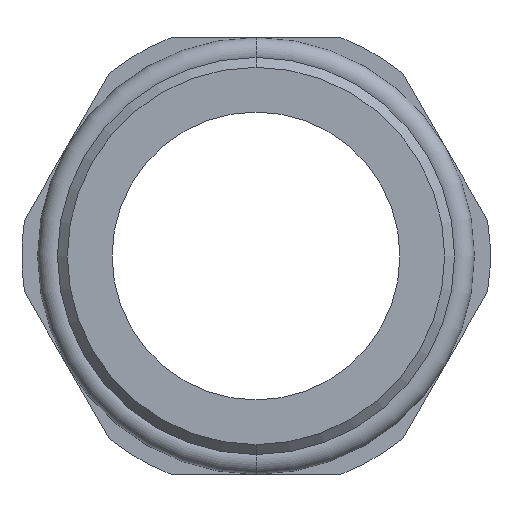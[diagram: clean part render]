
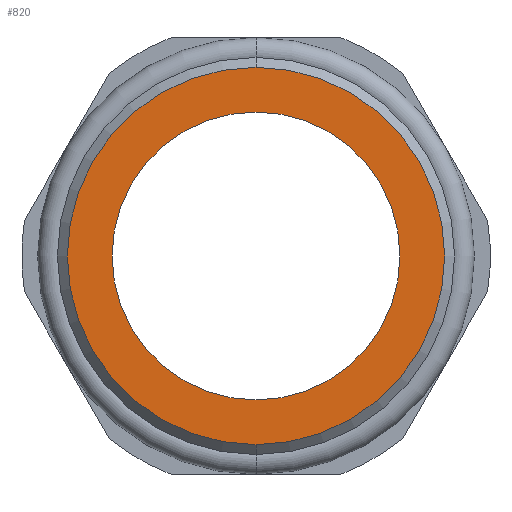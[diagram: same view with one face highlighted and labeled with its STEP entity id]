
A CAD part, front view. The second image highlights one B-rep face of the part: STEP entity #820.
In plain terms, the highlighted planar face has unit normal (0, -1, 0).
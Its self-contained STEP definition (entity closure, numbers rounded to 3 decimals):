
#31 = EDGE_CURVE ( 'NONE', #108, #107, #609, .T. ) ;
#35 = EDGE_CURVE ( 'NONE', #104, #103, #611, .T. ) ;
#103 = VERTEX_POINT ( 'NONE', #344 ) ;
#104 = VERTEX_POINT ( 'NONE', #345 ) ;
#107 = VERTEX_POINT ( 'NONE', #348 ) ;
#108 = VERTEX_POINT ( 'NONE', #349 ) ;
#133 = EDGE_LOOP ( 'NONE', ( #716, #718 ) ) ;
#134 = EDGE_LOOP ( 'NONE', ( #715, #720 ) ) ;
#178 = CARTESIAN_POINT ( 'NONE',  ( 0., -10., 0. ) ) ;
#179 = DIRECTION ( 'NONE',  ( 0., -1., 0. ) ) ;
#180 = DIRECTION ( 'NONE',  ( 0., 0., -1. ) ) ;
#181 = CARTESIAN_POINT ( 'NONE',  ( 0., -10., 0. ) ) ;
#182 = DIRECTION ( 'NONE',  ( 0., 1., 0. ) ) ;
#183 = DIRECTION ( 'NONE',  ( 0., 0., 1. ) ) ;
#344 = CARTESIAN_POINT ( 'NONE',  ( 0., -10., 7.25 ) ) ;
#345 = CARTESIAN_POINT ( 'NONE',  ( 0., -10., -7.25 ) ) ;
#348 = CARTESIAN_POINT ( 'NONE',  ( 0., -10., 9.5 ) ) ;
#349 = CARTESIAN_POINT ( 'NONE',  ( 0., -10., -9.5 ) ) ;
#412 = PLANE ( 'NONE',  #433 ) ;
#413 = CARTESIAN_POINT ( 'NONE',  ( -10., -10., 0. ) ) ;
#414 = DIRECTION ( 'NONE',  ( 0., -1., 0. ) ) ;
#415 = DIRECTION ( 'NONE',  ( 0., 0., -1. ) ) ;
#433 = AXIS2_PLACEMENT_3D ( 'NONE', #413, #414, #415 ) ;
#435 = FACE_BOUND ( 'NONE', #134, .T. ) ;
#440 = FACE_OUTER_BOUND ( 'NONE', #133, .T. ) ;
#500 = AXIS2_PLACEMENT_3D ( 'NONE', #178, #179, #180 ) ;
#521 = AXIS2_PLACEMENT_3D ( 'NONE', #959, #966, #967 ) ;
#530 = AXIS2_PLACEMENT_3D ( 'NONE', #950, #954, #955 ) ;
#573 = AXIS2_PLACEMENT_3D ( 'NONE', #181, #182, #183 ) ;
#609 = CIRCLE ( 'NONE', #530, 9.5 ) ;
#611 = CIRCLE ( 'NONE', #521, 7.25 ) ;
#631 = CIRCLE ( 'NONE', #500, 9.5 ) ;
#632 = CIRCLE ( 'NONE', #573, 7.25 ) ;
#715 = ORIENTED_EDGE ( 'NONE', *, *, #837, .T. ) ;
#716 = ORIENTED_EDGE ( 'NONE', *, *, #836, .T. ) ;
#718 = ORIENTED_EDGE ( 'NONE', *, *, #31, .T. ) ;
#720 = ORIENTED_EDGE ( 'NONE', *, *, #35, .T. ) ;
#820 = ADVANCED_FACE ( 'NONE', ( #440, #435 ), #412, .T. ) ;
#836 = EDGE_CURVE ( 'NONE', #107, #108, #631, .T. ) ;
#837 = EDGE_CURVE ( 'NONE', #103, #104, #632, .T. ) ;
#950 = CARTESIAN_POINT ( 'NONE',  ( 0., -10., 0. ) ) ;
#954 = DIRECTION ( 'NONE',  ( 0., -1., 0. ) ) ;
#955 = DIRECTION ( 'NONE',  ( 0., 0., -1. ) ) ;
#959 = CARTESIAN_POINT ( 'NONE',  ( 0., -10., 0. ) ) ;
#966 = DIRECTION ( 'NONE',  ( 0., 1., 0. ) ) ;
#967 = DIRECTION ( 'NONE',  ( 0., 0., 1. ) ) ;
